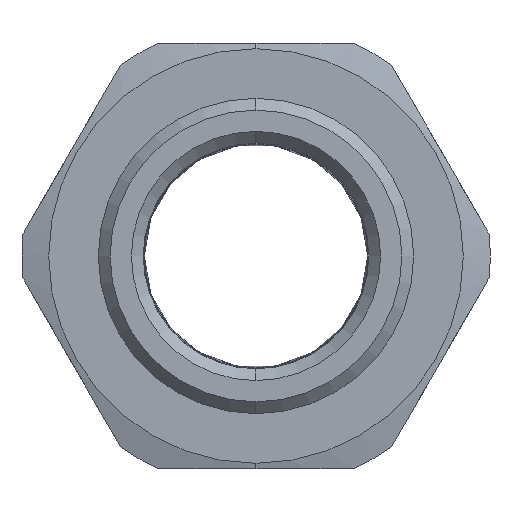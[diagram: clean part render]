
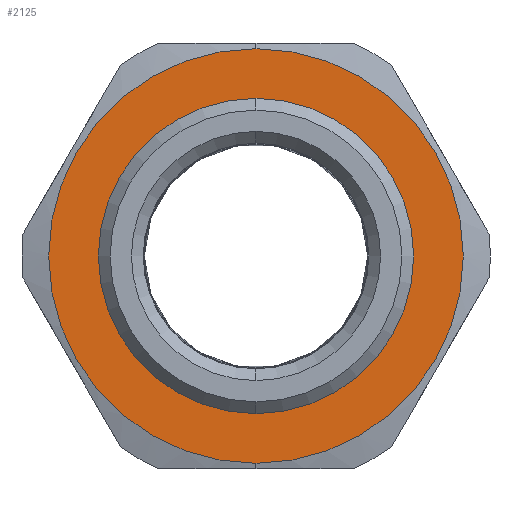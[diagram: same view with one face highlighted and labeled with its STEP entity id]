
A CAD part, left-side view. The second image highlights one B-rep face of the part: STEP entity #2125.
In plain terms, the highlighted planar face has unit normal (-1, 0, 0).
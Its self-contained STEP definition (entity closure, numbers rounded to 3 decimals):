
#1 = DIRECTION ( 'NONE',  ( 0., 0., -1. ) ) ;
#12 = CARTESIAN_POINT ( 'NONE',  ( 15.3, 0., 13.15 ) ) ;
#75 = DIRECTION ( 'NONE',  ( 0., 0., -1. ) ) ;
#209 = EDGE_CURVE ( 'NONE', #1534, #349, #1271, .T. ) ;
#217 = EDGE_LOOP ( 'NONE', ( #367, #993 ) ) ;
#275 = EDGE_CURVE ( 'NONE', #349, #1534, #317, .T. ) ;
#306 = EDGE_CURVE ( 'NONE', #1693, #539, #1110, .T. ) ;
#317 = CIRCLE ( 'NONE', #2098, 10. ) ;
#349 = VERTEX_POINT ( 'NONE', #2169 ) ;
#367 = ORIENTED_EDGE ( 'NONE', *, *, #2158, .F. ) ;
#374 = CIRCLE ( 'NONE', #1445, 13.15 ) ;
#479 = CARTESIAN_POINT ( 'NONE',  ( 15.3, 0., -10. ) ) ;
#539 = VERTEX_POINT ( 'NONE', #1297 ) ;
#712 = CARTESIAN_POINT ( 'NONE',  ( 15.3, 0., 0. ) ) ;
#793 = FACE_OUTER_BOUND ( 'NONE', #217, .T. ) ;
#832 = CARTESIAN_POINT ( 'NONE',  ( 15.3, 10., 0. ) ) ;
#867 = DIRECTION ( 'NONE',  ( 0., 0., -1. ) ) ;
#953 = DIRECTION ( 'NONE',  ( 1., 0., 0. ) ) ;
#960 = DIRECTION ( 'NONE',  ( 1., 0., 0. ) ) ;
#993 = ORIENTED_EDGE ( 'NONE', *, *, #306, .F. ) ;
#996 = DIRECTION ( 'NONE',  ( 0., 0., -1. ) ) ;
#1014 = ORIENTED_EDGE ( 'NONE', *, *, #275, .T. ) ;
#1031 = DIRECTION ( 'NONE',  ( 1., 0., 0. ) ) ;
#1110 = CIRCLE ( 'NONE', #2082, 13.15 ) ;
#1170 = FACE_BOUND ( 'NONE', #1949, .T. ) ;
#1271 = CIRCLE ( 'NONE', #2139, 10. ) ;
#1297 = CARTESIAN_POINT ( 'NONE',  ( 15.3, 0., -13.15 ) ) ;
#1442 = AXIS2_PLACEMENT_3D ( 'NONE', #832, #2129, #996 ) ;
#1445 = AXIS2_PLACEMENT_3D ( 'NONE', #2176, #1031, #75 ) ;
#1534 = VERTEX_POINT ( 'NONE', #479 ) ;
#1536 = PLANE ( 'NONE',  #1442 ) ;
#1693 = VERTEX_POINT ( 'NONE', #12 ) ;
#1949 = EDGE_LOOP ( 'NONE', ( #2096, #1014 ) ) ;
#1982 = DIRECTION ( 'NONE',  ( 1., 0., 0. ) ) ;
#2078 = CARTESIAN_POINT ( 'NONE',  ( 15.3, 0., 0. ) ) ;
#2082 = AXIS2_PLACEMENT_3D ( 'NONE', #712, #1982, #867 ) ;
#2092 = CARTESIAN_POINT ( 'NONE',  ( 15.3, 0., 0. ) ) ;
#2096 = ORIENTED_EDGE ( 'NONE', *, *, #209, .T. ) ;
#2098 = AXIS2_PLACEMENT_3D ( 'NONE', #2092, #960, #1 ) ;
#2125 = ADVANCED_FACE ( 'NONE', ( #793, #1170 ), #1536, .F. ) ;
#2129 = DIRECTION ( 'NONE',  ( 1., 0., 0. ) ) ;
#2139 = AXIS2_PLACEMENT_3D ( 'NONE', #2078, #953, #2272 ) ;
#2158 = EDGE_CURVE ( 'NONE', #539, #1693, #374, .T. ) ;
#2169 = CARTESIAN_POINT ( 'NONE',  ( 15.3, 0., 10. ) ) ;
#2176 = CARTESIAN_POINT ( 'NONE',  ( 15.3, 0., 0. ) ) ;
#2272 = DIRECTION ( 'NONE',  ( 0., 0., -1. ) ) ;
